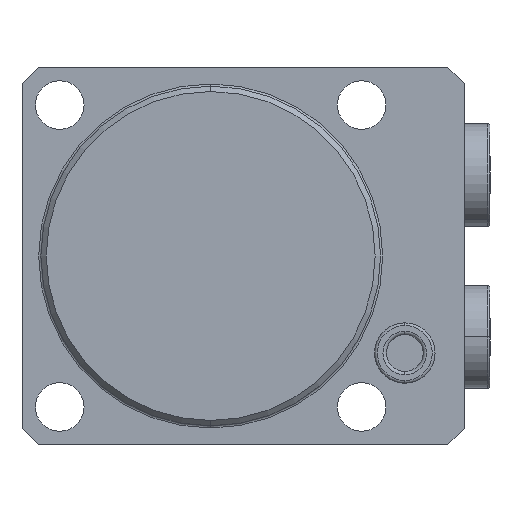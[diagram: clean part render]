
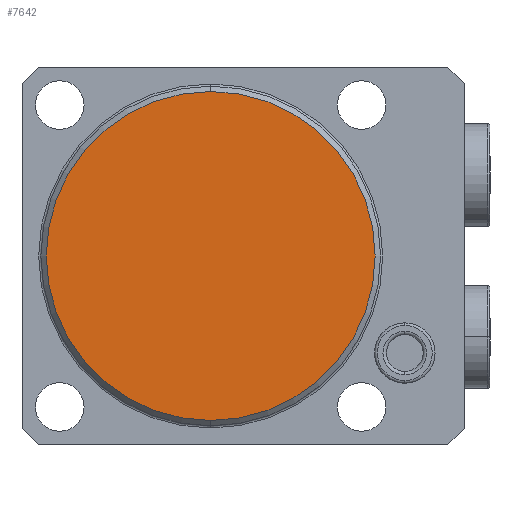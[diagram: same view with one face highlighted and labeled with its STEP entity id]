
A CAD part, front view. The second image highlights one B-rep face of the part: STEP entity #7642.
In plain terms, the highlighted planar face has unit normal (0, -1, 0).
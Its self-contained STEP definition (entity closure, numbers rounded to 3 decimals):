
#1455 = CARTESIAN_POINT ( 'NONE',  ( 0., -54., -30.5 ) ) ;
#1460 = CARTESIAN_POINT ( 'NONE',  ( 0., -54., 30.5 ) ) ;
#1771 = DIRECTION ( 'NONE',  ( 0., 0., 1. ) ) ;
#1772 = DIRECTION ( 'NONE',  ( 0., 1., 0. ) ) ;
#1778 = PLANE ( 'NONE',  #7398 ) ;
#1789 = CARTESIAN_POINT ( 'NONE',  ( 0., -54., 0. ) ) ;
#1817 = FACE_OUTER_BOUND ( 'NONE', #4615, .T. ) ;
#2256 = CIRCLE ( 'NONE', #7088, 30.5 ) ;
#2394 = CIRCLE ( 'NONE', #7180, 30.5 ) ;
#3520 = DIRECTION ( 'NONE',  ( 0., 0., 1. ) ) ;
#3521 = DIRECTION ( 'NONE',  ( 0., -1., 0. ) ) ;
#3522 = CARTESIAN_POINT ( 'NONE',  ( 0., -54., 0. ) ) ;
#4615 = EDGE_LOOP ( 'NONE', ( #5114, #5115 ) ) ;
#5114 = ORIENTED_EDGE ( 'NONE', *, *, #5454, .T. ) ;
#5115 = ORIENTED_EDGE ( 'NONE', *, *, #5346, .T. ) ;
#5346 = EDGE_CURVE ( 'NONE', #8020, #8015, #2394, .T. ) ;
#5454 = EDGE_CURVE ( 'NONE', #8015, #8020, #2256, .T. ) ;
#6387 = DIRECTION ( 'NONE',  ( 0., 0., 1. ) ) ;
#6388 = DIRECTION ( 'NONE',  ( 0., -1., 0. ) ) ;
#6389 = CARTESIAN_POINT ( 'NONE',  ( 0., -54., 0. ) ) ;
#7088 = AXIS2_PLACEMENT_3D ( 'NONE', #3522, #3521, #3520 ) ;
#7180 = AXIS2_PLACEMENT_3D ( 'NONE', #6389, #6388, #6387 ) ;
#7398 = AXIS2_PLACEMENT_3D ( 'NONE', #1789, #1772, #1771 ) ;
#7642 = ADVANCED_FACE ( 'NONE', ( #1817 ), #1778, .F. ) ;
#8015 = VERTEX_POINT ( 'NONE', #1460 ) ;
#8020 = VERTEX_POINT ( 'NONE', #1455 ) ;
